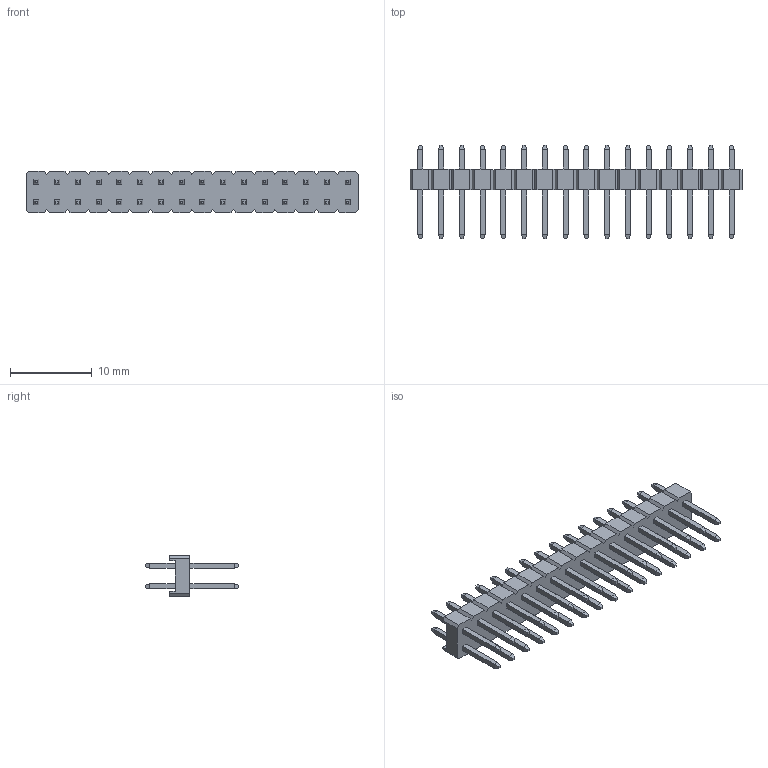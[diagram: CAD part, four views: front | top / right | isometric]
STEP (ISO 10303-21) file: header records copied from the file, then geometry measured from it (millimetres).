
FILE_DESCRIPTION(('STEP AP214'),'1');
FILE_NAME(' ',' ',('TraceParts'),('TraceParts S.A.'),'XStep 1.0',' ',' ');
FILE_SCHEMA(('automotive_design'));
Length unit declared in the file: millimetre
Products named in the file (1): 1
Bounding box: 40.64 x 11.5 x 5.08 mm (x, y, z)
Volume: 520.2 mm3; surface area: 1467.7 mm2
Topology: 1 solids, 1 shells, 744 faces, 1778 edges, 1100 vertices
Faces by surface type: plane 744
Entity records: 41092 total; most frequent: CARTESIAN_POINT 3623, STYLED_ITEM 3622, PRESENTATION_STYLE_ASSIGNMENT 3622, COLOUR_RGB 3622, ORIENTED_EDGE 3556, DIRECTION 3268, EDGE_CURVE 1778, CURVE_STYLE 1778
